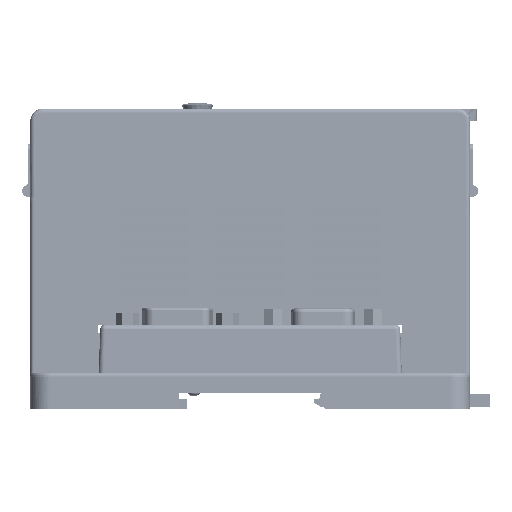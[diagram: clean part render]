
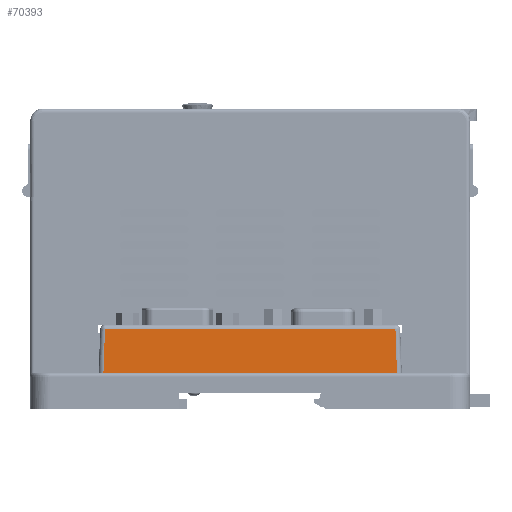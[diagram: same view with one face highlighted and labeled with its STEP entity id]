
A CAD part, left-side view. The second image highlights one B-rep face of the part: STEP entity #70393.
In plain terms, the highlighted planar face has unit normal (-0.999, 0, 0.035).
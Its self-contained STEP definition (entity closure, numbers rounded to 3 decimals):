
#1780 = CARTESIAN_POINT ( 'NONE',  ( -175.769, -34.98, -1.35 ) ) ;
#9136 = FACE_OUTER_BOUND ( 'NONE', #72493, .T. ) ;
#10115 = CARTESIAN_POINT ( 'NONE',  ( -175.39, 40.02, 9.492 ) ) ;
#10846 = CARTESIAN_POINT ( 'NONE',  ( -175.769, -34.2, -1.35 ) ) ;
#25240 = LINE ( 'NONE', #1780, #138734 ) ;
#32588 = DIRECTION ( 'NONE',  ( -0.999, 0., 0.035 ) ) ;
#32676 = LINE ( 'NONE', #44066, #105310 ) ;
#38452 = CARTESIAN_POINT ( 'NONE',  ( -175.769, 39.24, -1.35 ) ) ;
#41235 = AXIS2_PLACEMENT_3D ( 'NONE', #103820, #32588, #137887 ) ;
#42449 = EDGE_CURVE ( 'NONE', #128052, #123316, #25240, .T. ) ;
#44066 = CARTESIAN_POINT ( 'NONE',  ( -175.351, -33.782, 10.608 ) ) ;
#47998 = DIRECTION ( 'NONE',  ( 0., -1., 0. ) ) ;
#48508 = EDGE_CURVE ( 'NONE', #123316, #57365, #32676, .T. ) ;
#57365 = VERTEX_POINT ( 'NONE', #75574 ) ;
#66746 = VECTOR ( 'NONE', #138482, 1000. ) ;
#70393 = ADVANCED_FACE ( 'NONE', ( #9136 ), #113706, .T. ) ;
#72493 = EDGE_LOOP ( 'NONE', ( #131368, #121824, #90304, #127582 ) ) ;
#75026 = VECTOR ( 'NONE', #148765, 1000. ) ;
#75574 = CARTESIAN_POINT ( 'NONE',  ( -175.39, -33.821, 9.492 ) ) ;
#81297 = LINE ( 'NONE', #10115, #75026 ) ;
#81915 = DIRECTION ( 'NONE',  ( 0.035, 0.035, 0.999 ) ) ;
#90304 = ORIENTED_EDGE ( 'NONE', *, *, #102249, .T. ) ;
#91570 = CARTESIAN_POINT ( 'NONE',  ( -175.26, 38.731, 13.221 ) ) ;
#102249 = EDGE_CURVE ( 'NONE', #57365, #123882, #81297, .T. ) ;
#103820 = CARTESIAN_POINT ( 'NONE',  ( -175.35, -34.98, 10.65 ) ) ;
#105310 = VECTOR ( 'NONE', #81915, 1000. ) ;
#113706 = PLANE ( 'NONE',  #41235 ) ;
#113997 = EDGE_CURVE ( 'NONE', #123882, #128052, #116522, .T. ) ;
#116522 = LINE ( 'NONE', #91570, #66746 ) ;
#121164 = CARTESIAN_POINT ( 'NONE',  ( -175.39, 38.861, 9.492 ) ) ;
#121824 = ORIENTED_EDGE ( 'NONE', *, *, #48508, .T. ) ;
#123316 = VERTEX_POINT ( 'NONE', #10846 ) ;
#123882 = VERTEX_POINT ( 'NONE', #121164 ) ;
#127582 = ORIENTED_EDGE ( 'NONE', *, *, #113997, .T. ) ;
#128052 = VERTEX_POINT ( 'NONE', #38452 ) ;
#131368 = ORIENTED_EDGE ( 'NONE', *, *, #42449, .T. ) ;
#137887 = DIRECTION ( 'NONE',  ( -0.035, 0., -0.999 ) ) ;
#138482 = DIRECTION ( 'NONE',  ( -0.035, 0.035, -0.999 ) ) ;
#138734 = VECTOR ( 'NONE', #47998, 1000. ) ;
#148765 = DIRECTION ( 'NONE',  ( 0., 1., 0. ) ) ;
